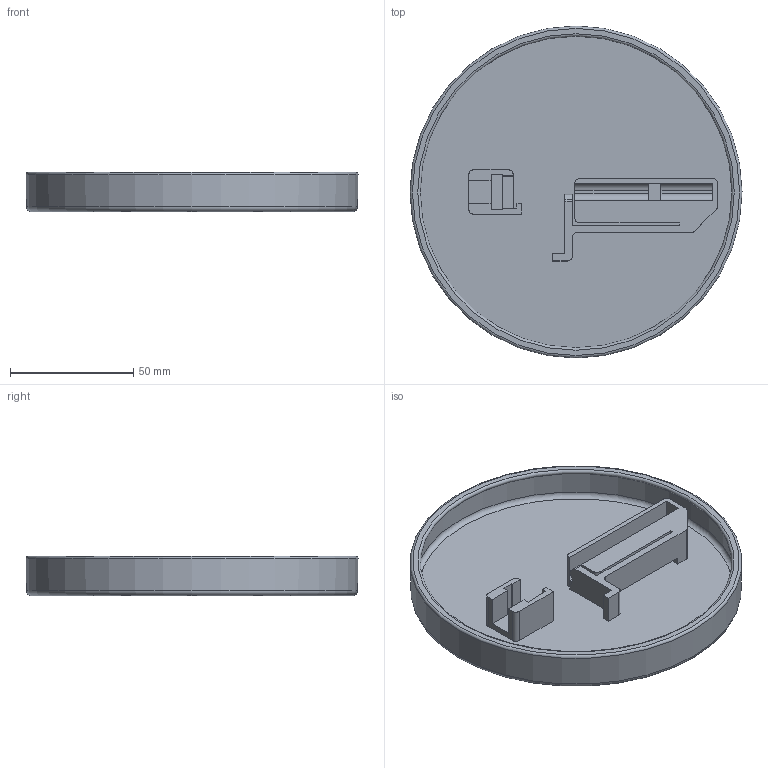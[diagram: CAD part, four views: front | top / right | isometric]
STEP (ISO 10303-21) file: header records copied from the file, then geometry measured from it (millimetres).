
FILE_DESCRIPTION(/* description */ (''),/* implementation_level */ '2;1');
FILE_NAME(/* name */ 'Nozzle_Box_newV7.stp',/* time_stamp */ '2021-03-16T11:48:21+01:00',/* author */ (''),/* organization */ (''),/* preprocessor_version */ 'ST-DEVELOPER v16.7',/* originating_system */ 'SIEMENS PLM Software NX 1872',/* authorisation */ '');
FILE_SCHEMA (('AUTOMOTIVE_DESIGN { 1 0 10303 214 3 1 1 1 }'));
Length unit declared in the file: millimetre
Products named in the file (1): Nozzle_box-D10000000193024-D10000000193024_A001
Bounding box: 134.77 x 134.77 x 16 mm (x, y, z)
Volume: 47251.8 mm3; surface area: 48843.2 mm2
Topology: 1 solids, 1 shells, 74 faces, 270 edges, 267 vertices
Faces by surface type: plane 50, cylinder 17, torus 4, cone 3
Entity records: 2929 total; most frequent: CARTESIAN_POINT 469, DIRECTION 455, ORIENTED_EDGE 388, LINE 215, VECTOR 215, EDGE_CURVE 194, VERTEX_POINT 132, AXIS2_PLACEMENT_3D 120
